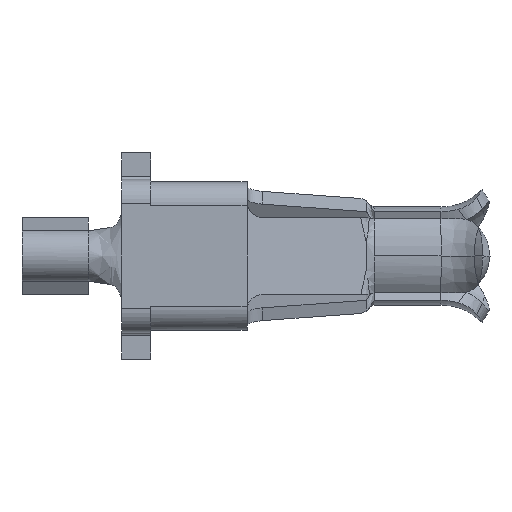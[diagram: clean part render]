
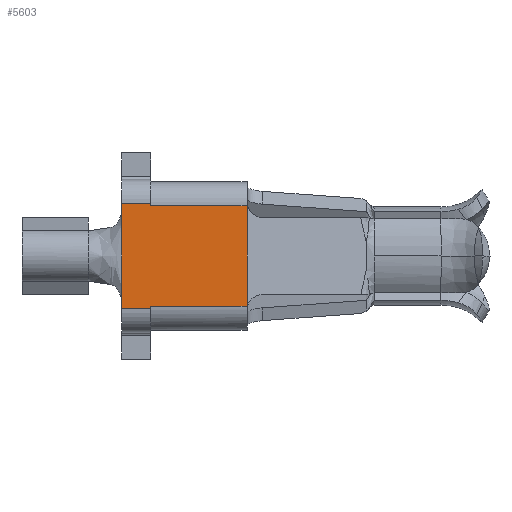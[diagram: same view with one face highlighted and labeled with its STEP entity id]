
A CAD part, front view. The second image highlights one B-rep face of the part: STEP entity #5603.
In plain terms, the highlighted planar face has unit normal (0, -1, 0).
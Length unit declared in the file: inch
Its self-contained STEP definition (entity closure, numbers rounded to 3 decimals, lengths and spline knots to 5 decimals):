
#188 = CARTESIAN_POINT ( 'NONE',  ( 0.243, 0., 0.1 ) ) ;
#413 = VECTOR ( 'NONE', #1925, 39.37008 ) ;
#568 = CARTESIAN_POINT ( 'NONE',  ( 0.425, 0., 0.095 ) ) ;
#669 = LINE ( 'NONE', #3279, #5206 ) ;
#694 = CARTESIAN_POINT ( 'NONE',  ( 0.243, 0., -0.095 ) ) ;
#707 = VECTOR ( 'NONE', #4509, 39.37008 ) ;
#762 = CARTESIAN_POINT ( 'NONE',  ( 0.425, 0., -0.0725 ) ) ;
#783 = EDGE_CURVE ( 'NONE', #4070, #5543, #1769, .T. ) ;
#853 = EDGE_CURVE ( 'NONE', #5010, #2329, #4569, .T. ) ;
#973 = DIRECTION ( 'NONE',  ( 1., 0., 0. ) ) ;
#1047 = CARTESIAN_POINT ( 'NONE',  ( 0.243, 0., 0.1 ) ) ;
#1142 = ORIENTED_EDGE ( 'NONE', *, *, #4472, .T. ) ;
#1201 = ORIENTED_EDGE ( 'NONE', *, *, #3497, .F. ) ;
#1262 = CARTESIAN_POINT ( 'NONE',  ( 0.243, 0., 0.095 ) ) ;
#1326 = CARTESIAN_POINT ( 'NONE',  ( 0.188, 0., 0.057 ) ) ;
#1509 = CARTESIAN_POINT ( 'NONE',  ( 0.188, 0., -0.057 ) ) ;
#1769 = B_SPLINE_CURVE_WITH_KNOTS ( 'NONE', 3,
 ( #1871, #2971, #6830, #5778 ),
 .UNSPECIFIED., .F., .F.,
 ( 4, 4 ),
 ( -0.00111, -0.00032 ),
 .UNSPECIFIED. ) ;
#1866 = CARTESIAN_POINT ( 'NONE',  ( 0.188, 0., 0.1 ) ) ;
#1871 = CARTESIAN_POINT ( 'NONE',  ( 0.188, 0., 0.057 ) ) ;
#1925 = DIRECTION ( 'NONE',  ( 0., 0., -1. ) ) ;
#1965 = LINE ( 'NONE', #762, #413 ) ;
#1968 = DIRECTION ( 'NONE',  ( 0., 0., -1. ) ) ;
#1987 = EDGE_CURVE ( 'NONE', #2381, #5010, #7001, .T. ) ;
#2002 = CARTESIAN_POINT ( 'NONE',  ( 0.188, 0., -0.1 ) ) ;
#2185 = ORIENTED_EDGE ( 'NONE', *, *, #5134, .T. ) ;
#2261 = LINE ( 'NONE', #1047, #707 ) ;
#2329 = VERTEX_POINT ( 'NONE', #1262 ) ;
#2362 = ORIENTED_EDGE ( 'NONE', *, *, #783, .F. ) ;
#2381 = VERTEX_POINT ( 'NONE', #1866 ) ;
#2486 = CARTESIAN_POINT ( 'NONE',  ( 0.425, 0., -0.095 ) ) ;
#2652 = CARTESIAN_POINT ( 'NONE',  ( 0.188, 0., -0.08841 ) ) ;
#2659 = ORIENTED_EDGE ( 'NONE', *, *, #1987, .F. ) ;
#2667 = LINE ( 'NONE', #2486, #6882 ) ;
#2759 = EDGE_CURVE ( 'NONE', #6042, #2329, #2843, .T. ) ;
#2811 = CARTESIAN_POINT ( 'NONE',  ( 0.243, 0., 0.1 ) ) ;
#2843 = LINE ( 'NONE', #568, #7077 ) ;
#2894 = DIRECTION ( 'NONE',  ( 1., 0., 0. ) ) ;
#2933 = VECTOR ( 'NONE', #3739, 39.37008 ) ;
#2971 = CARTESIAN_POINT ( 'NONE',  ( 0.188, 0., 0.06747 ) ) ;
#2994 = CARTESIAN_POINT ( 'NONE',  ( 0.188, 0., 0.1 ) ) ;
#3017 = ORIENTED_EDGE ( 'NONE', *, *, #853, .F. ) ;
#3054 = VERTEX_POINT ( 'NONE', #3748 ) ;
#3074 = DIRECTION ( 'NONE',  ( 0., 0., -1. ) ) ;
#3082 = DIRECTION ( 'NONE',  ( -1., 0., 0. ) ) ;
#3124 = EDGE_CURVE ( 'NONE', #3560, #5003, #669, .T. ) ;
#3279 = CARTESIAN_POINT ( 'NONE',  ( 0.188, 0., -0.1 ) ) ;
#3467 = B_SPLINE_CURVE_WITH_KNOTS ( 'NONE', 3,
 ( #1509, #4364, #5974, #2652 ),
 .UNSPECIFIED., .F., .F.,
 ( 4, 4 ),
 ( -0.00111, -0.00032 ),
 .UNSPECIFIED. ) ;
#3497 = EDGE_CURVE ( 'NONE', #6042, #5994, #1965, .T. ) ;
#3543 = ORIENTED_EDGE ( 'NONE', *, *, #2759, .T. ) ;
#3560 = VERTEX_POINT ( 'NONE', #2002 ) ;
#3604 = EDGE_CURVE ( 'NONE', #2381, #5543, #5884, .T. ) ;
#3739 = DIRECTION ( 'NONE',  ( 0., 0., -1. ) ) ;
#3748 = CARTESIAN_POINT ( 'NONE',  ( 0.188, 0., -0.08841 ) ) ;
#3862 = VERTEX_POINT ( 'NONE', #694 ) ;
#3909 = EDGE_CURVE ( 'NONE', #5994, #3862, #2667, .T. ) ;
#4017 = DIRECTION ( 'NONE',  ( -1., 0., 0. ) ) ;
#4070 = VERTEX_POINT ( 'NONE', #7133 ) ;
#4129 = VERTEX_POINT ( 'NONE', #4480 ) ;
#4205 = LINE ( 'NONE', #1326, #7083 ) ;
#4248 = AXIS2_PLACEMENT_3D ( 'NONE', #6355, #5329, #1968 ) ;
#4327 = FACE_OUTER_BOUND ( 'NONE', #5599, .T. ) ;
#4364 = CARTESIAN_POINT ( 'NONE',  ( 0.188, 0., -0.06747 ) ) ;
#4472 = EDGE_CURVE ( 'NONE', #4129, #3054, #3467, .T. ) ;
#4480 = CARTESIAN_POINT ( 'NONE',  ( 0.188, 0., -0.057 ) ) ;
#4490 = ORIENTED_EDGE ( 'NONE', *, *, #3909, .F. ) ;
#4491 = ORIENTED_EDGE ( 'NONE', *, *, #3124, .T. ) ;
#4509 = DIRECTION ( 'NONE',  ( 0., 0., -1. ) ) ;
#4525 = CARTESIAN_POINT ( 'NONE',  ( 0.243, 0., -0.1 ) ) ;
#4556 = CARTESIAN_POINT ( 'NONE',  ( 0.425, 0., -0.095 ) ) ;
#4569 = LINE ( 'NONE', #188, #7022 ) ;
#4800 = PLANE ( 'NONE',  #4248 ) ;
#4955 = ORIENTED_EDGE ( 'NONE', *, *, #3604, .T. ) ;
#4966 = EDGE_CURVE ( 'NONE', #3862, #5003, #2261, .T. ) ;
#5003 = VERTEX_POINT ( 'NONE', #4525 ) ;
#5010 = VERTEX_POINT ( 'NONE', #2811 ) ;
#5134 = EDGE_CURVE ( 'NONE', #3054, #3560, #7107, .T. ) ;
#5206 = VECTOR ( 'NONE', #973, 39.37008 ) ;
#5329 = DIRECTION ( 'NONE',  ( 0., 1., 0. ) ) ;
#5410 = ORIENTED_EDGE ( 'NONE', *, *, #4966, .F. ) ;
#5543 = VERTEX_POINT ( 'NONE', #6816 ) ;
#5599 = EDGE_LOOP ( 'NONE', ( #4490, #1201, #3543, #3017, #2659, #4955, #2362, #6980, #1142, #2185, #4491, #5410 ) ) ;
#5603 = ADVANCED_FACE ( 'NONE', ( #4327 ), #4800, .F. ) ;
#5712 = CARTESIAN_POINT ( 'NONE',  ( 0.188, 0., 0.1 ) ) ;
#5733 = VECTOR ( 'NONE', #2894, 39.37008 ) ;
#5778 = CARTESIAN_POINT ( 'NONE',  ( 0.188, 0., 0.08841 ) ) ;
#5788 = DIRECTION ( 'NONE',  ( 0., 0., -1. ) ) ;
#5831 = DIRECTION ( 'NONE',  ( 0., 0., -1. ) ) ;
#5835 = VECTOR ( 'NONE', #5831, 39.37008 ) ;
#5884 = LINE ( 'NONE', #6455, #2933 ) ;
#5974 = CARTESIAN_POINT ( 'NONE',  ( 0.188, 0., -0.07794 ) ) ;
#5994 = VERTEX_POINT ( 'NONE', #4556 ) ;
#6042 = VERTEX_POINT ( 'NONE', #7296 ) ;
#6355 = CARTESIAN_POINT ( 'NONE',  ( 0.425, 0., 0.095 ) ) ;
#6455 = CARTESIAN_POINT ( 'NONE',  ( 0.188, 0., 0.1 ) ) ;
#6816 = CARTESIAN_POINT ( 'NONE',  ( 0.188, 0., 0.08841 ) ) ;
#6830 = CARTESIAN_POINT ( 'NONE',  ( 0.188, 0., 0.07794 ) ) ;
#6882 = VECTOR ( 'NONE', #3082, 39.37008 ) ;
#6980 = ORIENTED_EDGE ( 'NONE', *, *, #7243, .T. ) ;
#7001 = LINE ( 'NONE', #5712, #5733 ) ;
#7022 = VECTOR ( 'NONE', #3074, 39.37008 ) ;
#7077 = VECTOR ( 'NONE', #4017, 39.37008 ) ;
#7083 = VECTOR ( 'NONE', #5788, 39.37008 ) ;
#7107 = LINE ( 'NONE', #2994, #5835 ) ;
#7133 = CARTESIAN_POINT ( 'NONE',  ( 0.188, 0., 0.057 ) ) ;
#7243 = EDGE_CURVE ( 'NONE', #4070, #4129, #4205, .T. ) ;
#7296 = CARTESIAN_POINT ( 'NONE',  ( 0.425, 0., 0.095 ) ) ;
